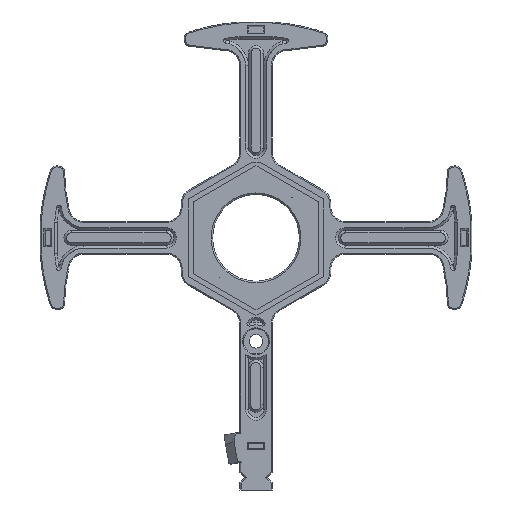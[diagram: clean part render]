
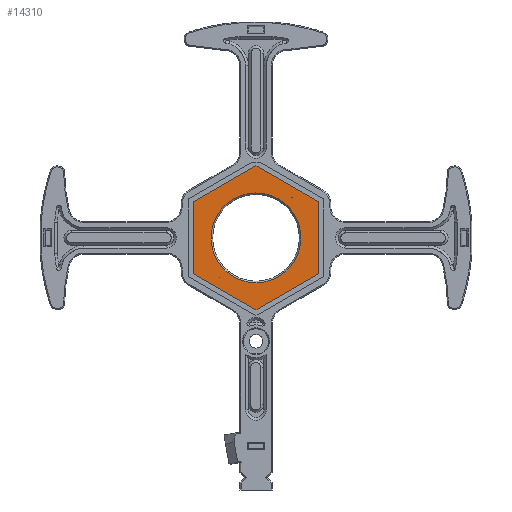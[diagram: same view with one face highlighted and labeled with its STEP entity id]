
A CAD part, left-side view. The second image highlights one B-rep face of the part: STEP entity #14310.
In plain terms, the highlighted planar face has unit normal (-1, 0, 0).
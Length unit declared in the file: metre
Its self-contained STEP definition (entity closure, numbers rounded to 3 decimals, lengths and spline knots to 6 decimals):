
#506=PLANE('',#15599);
#996=CIRCLE('',#15600,0.017985);
#997=CIRCLE('',#15601,0.021628);
#998=CIRCLE('',#15602,0.021628);
#2204=LINE('',#29353,#3240);
#2207=LINE('',#29359,#3243);
#2209=LINE('',#29363,#3245);
#2211=LINE('',#29367,#3247);
#2213=LINE('',#29371,#3249);
#2215=LINE('',#29375,#3251);
#2348=LINE('',#30613,#3384);
#2349=LINE('',#30618,#3385);
#2351=LINE('',#30624,#3387);
#2352=LINE('',#30628,#3388);
#3240=VECTOR('',#18169,1.);
#3243=VECTOR('',#18174,1.);
#3245=VECTOR('',#18178,1.);
#3247=VECTOR('',#18182,1.);
#3249=VECTOR('',#18186,1.);
#3251=VECTOR('',#18190,1.);
#3384=VECTOR('',#18625,1.);
#3385=VECTOR('',#18630,1.);
#3387=VECTOR('',#18636,1.);
#3388=VECTOR('',#18641,1.);
#6491=ORIENTED_EDGE('',*,*,#9630,.T.);
#6492=ORIENTED_EDGE('',*,*,#9624,.F.);
#6493=ORIENTED_EDGE('',*,*,#9631,.F.);
#6494=ORIENTED_EDGE('',*,*,#9629,.F.);
#6495=ORIENTED_EDGE('',*,*,#9632,.F.);
#6496=ORIENTED_EDGE('',*,*,#9622,.F.);
#6497=ORIENTED_EDGE('',*,*,#9627,.F.);
#6498=ORIENTED_EDGE('',*,*,#9357,.T.);
#6499=ORIENTED_EDGE('',*,*,#9346,.T.);
#6500=ORIENTED_EDGE('',*,*,#9349,.T.);
#6501=ORIENTED_EDGE('',*,*,#9351,.T.);
#6502=ORIENTED_EDGE('',*,*,#9353,.T.);
#6503=ORIENTED_EDGE('',*,*,#9355,.T.);
#9346=EDGE_CURVE('',#11110,#11111,#2204,.T.);
#9349=EDGE_CURVE('',#11111,#11112,#2207,.T.);
#9351=EDGE_CURVE('',#11112,#11113,#2209,.T.);
#9353=EDGE_CURVE('',#11113,#11114,#2211,.T.);
#9355=EDGE_CURVE('',#11114,#11115,#2213,.T.);
#9357=EDGE_CURVE('',#11115,#11110,#2215,.T.);
#9622=EDGE_CURVE('',#11283,#11282,#2348,.T.);
#9624=EDGE_CURVE('',#11284,#11286,#2349,.T.);
#9627=EDGE_CURVE('',#11287,#11283,#2351,.T.);
#9629=EDGE_CURVE('',#11286,#11288,#2352,.T.);
#9630=EDGE_CURVE('',#11289,#11289,#996,.F.);
#9631=EDGE_CURVE('',#11288,#11284,#997,.F.);
#9632=EDGE_CURVE('',#11282,#11287,#998,.F.);
#11110=VERTEX_POINT('',#29354);
#11111=VERTEX_POINT('',#29355);
#11112=VERTEX_POINT('',#29360);
#11113=VERTEX_POINT('',#29364);
#11114=VERTEX_POINT('',#29368);
#11115=VERTEX_POINT('',#29372);
#11282=VERTEX_POINT('',#30610);
#11283=VERTEX_POINT('',#30612);
#11284=VERTEX_POINT('',#30616);
#11286=VERTEX_POINT('',#30619);
#11287=VERTEX_POINT('',#30623);
#11288=VERTEX_POINT('',#30627);
#11289=VERTEX_POINT('',#30631);
#12299=EDGE_LOOP('',(#6491));
#12300=EDGE_LOOP('',(#6492,#6493,#6494));
#12301=EDGE_LOOP('',(#6495,#6496,#6497));
#12302=EDGE_LOOP('',(#6498,#6499,#6500,#6501,#6502,#6503));
#13216=FACE_BOUND('',#12299,.T.);
#13217=FACE_BOUND('',#12300,.T.);
#13218=FACE_BOUND('',#12301,.T.);
#13219=FACE_BOUND('',#12302,.T.);
#14310=ADVANCED_FACE('',(#13216,#13217,#13218,#13219),#506,.T.);
#15599=AXIS2_PLACEMENT_3D('',#30629,#18642,#18643);
#15600=AXIS2_PLACEMENT_3D('',#30630,#18644,#18645);
#15601=AXIS2_PLACEMENT_3D('',#30632,#18646,#18647);
#15602=AXIS2_PLACEMENT_3D('',#30633,#18648,#18649);
#18169=DIRECTION('',(0.,0.,1.));
#18174=DIRECTION('',(0.,0.866,0.5));
#18178=DIRECTION('',(0.,0.866,-0.5));
#18182=DIRECTION('',(0.,0.,-1.));
#18186=DIRECTION('',(0.,-0.866,-0.5));
#18190=DIRECTION('',(0.,-0.866,0.5));
#18625=DIRECTION('',(0.,-1.,0.));
#18630=DIRECTION('',(0.,-0.548,0.836));
#18636=DIRECTION('',(0.,0.547,-0.837));
#18641=DIRECTION('',(0.,1.,0.));
#18642=DIRECTION('',(-1.,0.,0.));
#18643=DIRECTION('',(0.,-1.,0.));
#18644=DIRECTION('',(-1.,0.,0.));
#18645=DIRECTION('',(0.,-1.,0.));
#18646=DIRECTION('',(-1.,0.,0.));
#18647=DIRECTION('',(0.,-1.,0.));
#18648=DIRECTION('',(-1.,0.,0.));
#18649=DIRECTION('',(0.,-1.,0.));
#29353=CARTESIAN_POINT('',(-0.237886,-0.106999,-0.026112));
#29354=CARTESIAN_POINT('',(-0.237886,-0.106999,0.000954));
#29355=CARTESIAN_POINT('',(-0.237886,-0.106999,0.029822));
#29359=CARTESIAN_POINT('',(-0.237886,-0.109582,0.028331));
#29360=CARTESIAN_POINT('',(-0.237886,-0.081999,0.044256));
#29363=CARTESIAN_POINT('',(-0.237886,-0.048642,0.024997));
#29364=CARTESIAN_POINT('',(-0.237886,-0.056999,0.029822));
#29367=CARTESIAN_POINT('',(-0.237886,-0.056999,-0.026112));
#29368=CARTESIAN_POINT('',(-0.237886,-0.056999,0.000954));
#29371=CARTESIAN_POINT('',(-0.237886,-0.084582,-0.01497));
#29372=CARTESIAN_POINT('',(-0.237886,-0.081999,-0.013479));
#29375=CARTESIAN_POINT('',(-0.237886,-0.073642,-0.018305));
#30610=CARTESIAN_POINT('',(-0.237886,-0.067458,-0.000637));
#30612=CARTESIAN_POINT('',(-0.237886,-0.067373,-0.000637));
#30613=CARTESIAN_POINT('',(-0.237886,-0.085628,-0.000637));
#30616=CARTESIAN_POINT('',(-0.237886,-0.096571,0.031355));
#30618=CARTESIAN_POINT('',(-0.237886,-0.089996,0.021324));
#30619=CARTESIAN_POINT('',(-0.237886,-0.096673,0.03151));
#30623=CARTESIAN_POINT('',(-0.237886,-0.067404,-0.000588));
#30624=CARTESIAN_POINT('',(-0.237886,-0.072854,0.007762));
#30627=CARTESIAN_POINT('',(-0.237886,-0.096399,0.03151));
#30628=CARTESIAN_POINT('',(-0.237886,-0.078292,0.03151));
#30629=CARTESIAN_POINT('',(-0.237886,-0.078149,-0.026112));
#30630=CARTESIAN_POINT('',(-0.237886,-0.081999,0.015373));
#30631=CARTESIAN_POINT('',(-0.237886,-0.099984,0.015373));
#30632=CARTESIAN_POINT('',(-0.237886,-0.081999,0.015373));
#30633=CARTESIAN_POINT('',(-0.237886,-0.081999,0.015373));
